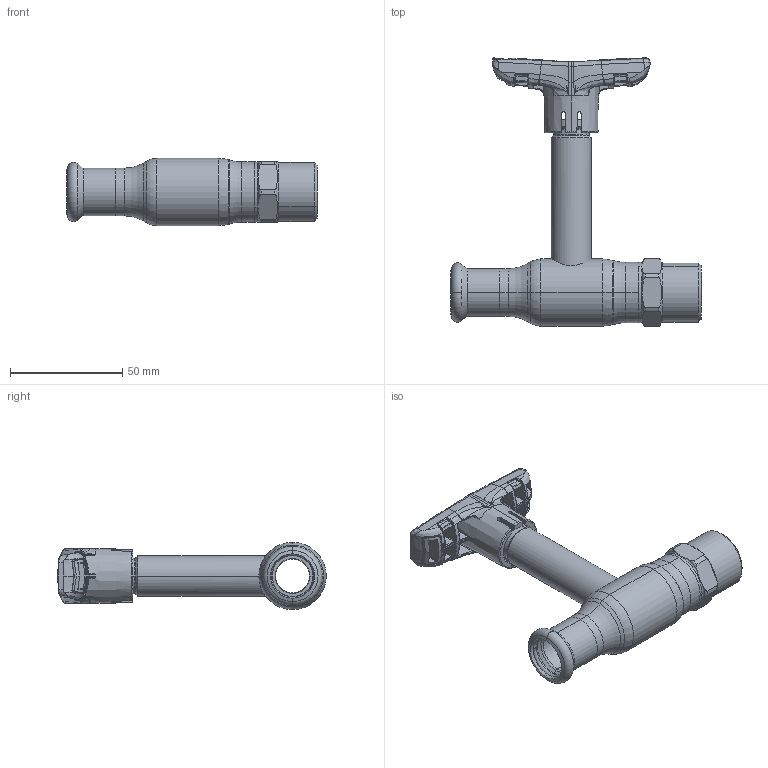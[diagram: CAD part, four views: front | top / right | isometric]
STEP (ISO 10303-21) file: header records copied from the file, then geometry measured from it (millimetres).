
FILE_DESCRIPTION (( 'STEP AP214' ), '1' );
FILE_NAME ('1015001211-1400.step', '2024-01-16T11:06:06', ( '' ), ( '' ), 'SwSTEP 2.0', 'SolidWorks 2021', '' );
FILE_SCHEMA (( 'AUTOMOTIVE_DESIGN' ));
Length unit declared in the file: millimetre
Products named in the file (1): 1015001211-1400
Bounding box: 111.8 x 119.69 x 30 mm (x, y, z)
Surface area: 25956.5 mm2 (no closed solid volume)
Topology: 0 solids, 7 shells, 716 faces, 2120 edges, 1333 vertices
Faces by surface type: bspline 550, plane 55, cylinder 44, torus 37, cone 27, sphere 3
Entity records: 55121 total; most frequent: CARTESIAN_POINT 33118, ORIENTED_EDGE 3693, EDGE_CURVE 2114, DIRECTION 1493, B_SPLINE_CURVE_WITH_KNOTS 1448, VERTEX_POINT 1333, EDGE_LOOP 724, UNCERTAINTY_MEASURE_WITH_UNIT 718
